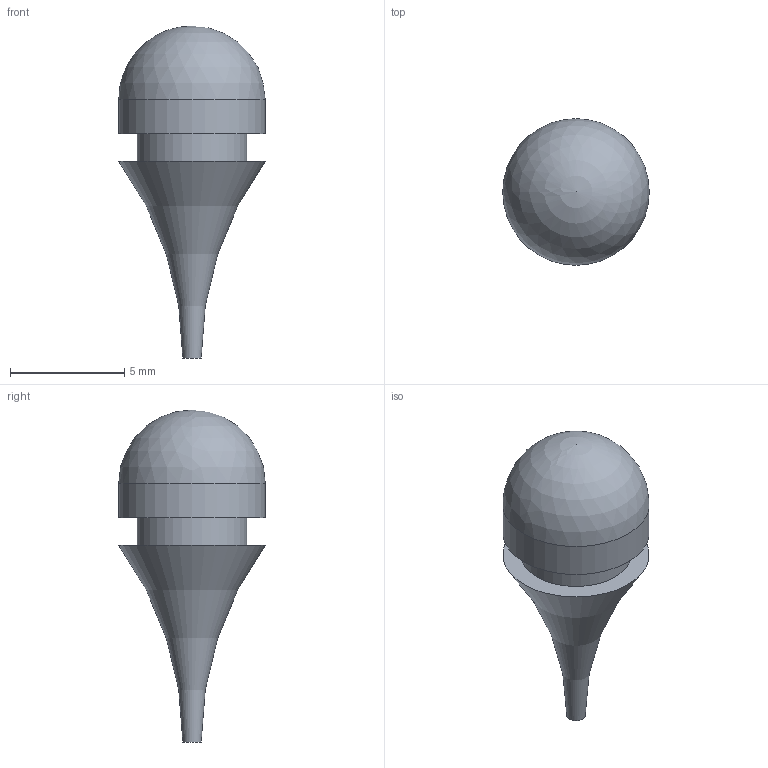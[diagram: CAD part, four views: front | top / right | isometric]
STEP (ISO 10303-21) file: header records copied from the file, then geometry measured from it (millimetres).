
FILE_DESCRIPTION(/* description */ (''),/* implementation_level */ '2;1');
FILE_NAME(/* name */ 'G2009.step',/* time_stamp */ '2025-12-05T11:46:26+01:00',/* author */ (''),/* organization */ (''),/* preprocessor_version */ 'ST-DEVELOPER v20.1',/* originating_system */ 'Autodesk Translation Framework v14.17.0.0',/* authorisation */ '');
FILE_SCHEMA (('AUTOMOTIVE_DESIGN { 1 0 10303 214 3 1 1 }'));
Length unit declared in the file: millimetre
Products named in the file (1): rubber-foot
Bounding box: 6.4 x 6.4 x 14.5 mm (x, y, z)
Volume: 202.1 mm3; surface area: 219 mm2
Topology: 1 solids, 1 shells, 7 faces, 11 edges, 7 vertices
Faces by surface type: plane 3, cylinder 2, torus 1, sphere 1
Full cylindrical faces by diameter (mm): 4.8 x1, 6.4 x1
Entity records: 200 total; most frequent: DIRECTION 34, CARTESIAN_POINT 25, ORIENTED_EDGE 20, AXIS2_PLACEMENT_3D 16, EDGE_CURVE 10, EDGE_LOOP 9, CIRCLE 8, FACE_OUTER_BOUND 7
